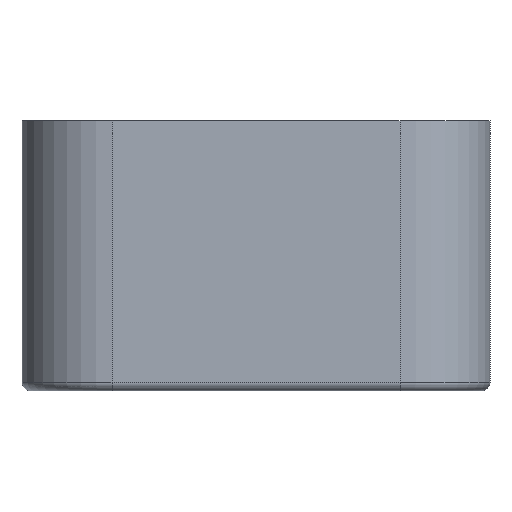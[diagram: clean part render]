
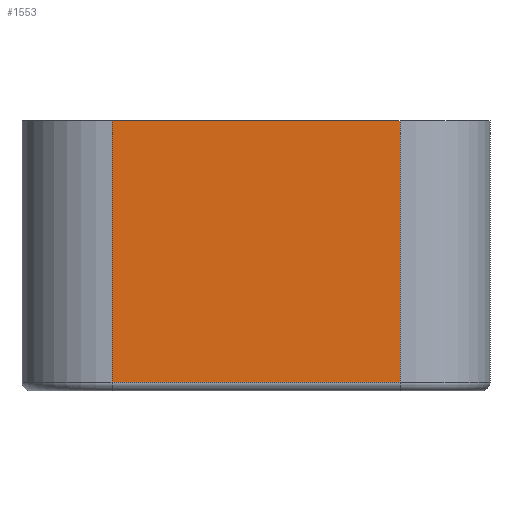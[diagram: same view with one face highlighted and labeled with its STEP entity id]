
A CAD part, front view. The second image highlights one B-rep face of the part: STEP entity #1553.
In plain terms, the highlighted planar face has unit normal (0, -1, 0).
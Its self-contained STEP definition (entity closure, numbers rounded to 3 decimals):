
#52=PLANE('',#1720);
#125=FACE_OUTER_BOUND('',#221,.T.);
#221=EDGE_LOOP('',(#1181,#1182,#1183,#1184));
#314=LINE('',#2469,#430);
#328=LINE('',#2817,#444);
#329=LINE('',#2821,#445);
#330=LINE('',#2822,#446);
#430=VECTOR('',#1984,10.);
#444=VECTOR('',#2058,10.);
#445=VECTOR('',#2063,10.);
#446=VECTOR('',#2064,10.);
#675=VERTEX_POINT('',#2466);
#676=VERTEX_POINT('',#2468);
#703=VERTEX_POINT('',#2816);
#704=VERTEX_POINT('',#2820);
#844=EDGE_CURVE('',#675,#676,#314,.T.);
#888=EDGE_CURVE('',#676,#703,#328,.T.);
#890=EDGE_CURVE('',#675,#704,#329,.T.);
#891=EDGE_CURVE('',#703,#704,#330,.T.);
#1181=ORIENTED_EDGE('',*,*,#844,.F.);
#1182=ORIENTED_EDGE('',*,*,#890,.T.);
#1183=ORIENTED_EDGE('',*,*,#891,.F.);
#1184=ORIENTED_EDGE('',*,*,#888,.F.);
#1553=ADVANCED_FACE('',(#125),#52,.T.);
#1720=AXIS2_PLACEMENT_3D('',#2819,#2061,#2062);
#1984=DIRECTION('',(-1.,0.,0.));
#2058=DIRECTION('',(0.,0.,1.));
#2061=DIRECTION('center_axis',(0.,-1.,0.));
#2062=DIRECTION('ref_axis',(1.,0.,0.));
#2063=DIRECTION('',(0.,0.,1.));
#2064=DIRECTION('',(1.,0.,0.));
#2466=CARTESIAN_POINT('',(16.,-40.,1.));
#2468=CARTESIAN_POINT('',(-16.,-40.,1.));
#2469=CARTESIAN_POINT('',(-8.,-40.,1.));
#2816=CARTESIAN_POINT('',(-16.,-40.,30.));
#2817=CARTESIAN_POINT('',(-16.,-40.,0.));
#2819=CARTESIAN_POINT('Origin',(-16.,-40.,0.));
#2820=CARTESIAN_POINT('',(16.,-40.,30.));
#2821=CARTESIAN_POINT('',(16.,-40.,0.));
#2822=CARTESIAN_POINT('',(16.,-40.,30.));
